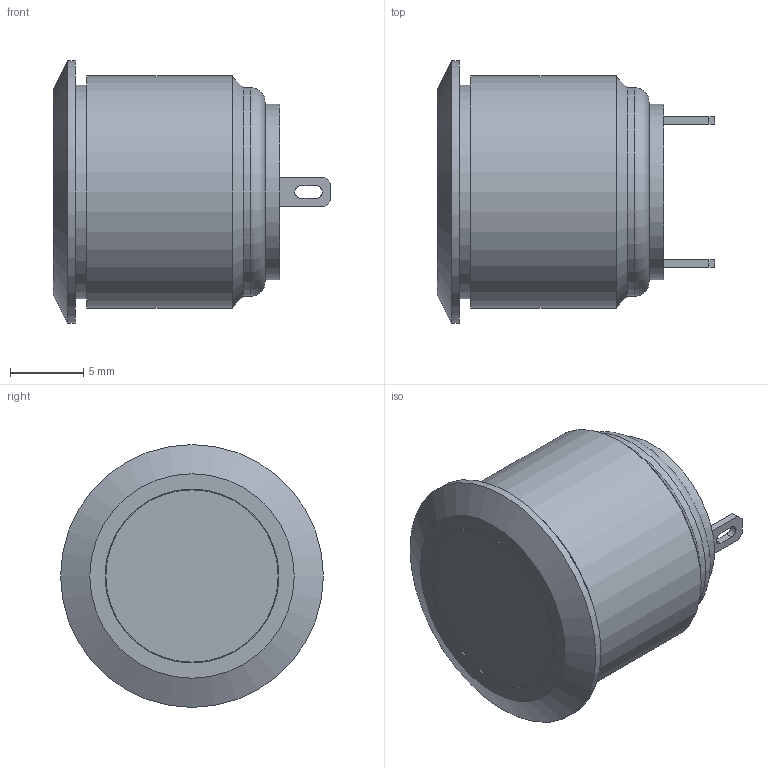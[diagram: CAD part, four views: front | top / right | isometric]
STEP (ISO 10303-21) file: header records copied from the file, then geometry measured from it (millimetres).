
FILE_DESCRIPTION((' '),'2;1');
FILE_NAME('PV6F240xx.stp','2017-08-03T14:54:45',(' '),(' '),' ','ACIS',' ');
FILE_SCHEMA(('CONFIG_CONTROL_DESIGN'));
Length unit declared in the file: inch
Products named in the file (3): PV6F240xx.stp; Body1; Body2
Assembly tree (2 placements, depth 2):
  PV6F240xx.stp
    Body1
    Body2
Bounding box: 19 x 18 x 18 mm (x, y, z)
Volume: 1722.5 mm3; surface area: 2169.6 mm2
Topology: 2 solids, 2 shells, 99 faces, 231 edges, 154 vertices
Faces by surface type: plane 78, cylinder 17, torus 2, cone 2
Full cylindrical faces by diameter (mm): 1.7 x1, 11 x1, 11.8 x1, 11.9 x1, 12 x1, 14.3 x1, 14.6 x1, 15.9 x1, 18 x1
Entity records: 3102 total; most frequent: CARTESIAN_POINT 468, DIRECTION 460, ORIENTED_EDGE 428, EDGE_CURVE 214, VECTOR 176, LINE 176, VERTEX_POINT 150, AXIS2_PLACEMENT_3D 142
